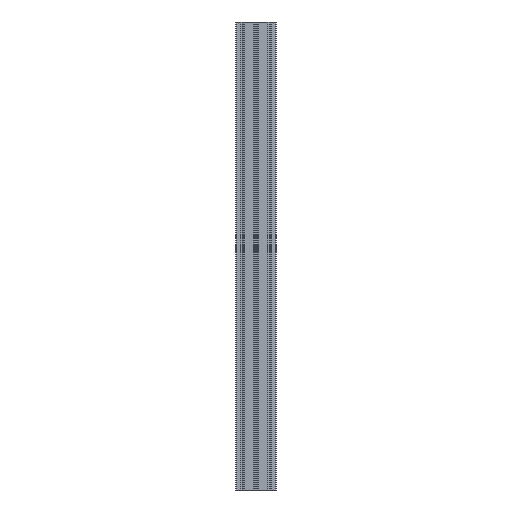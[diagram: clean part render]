
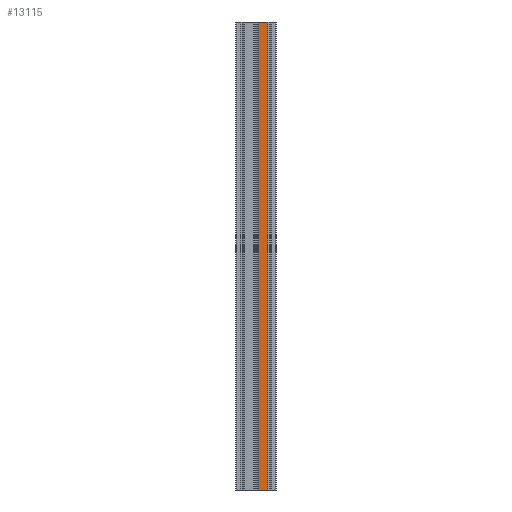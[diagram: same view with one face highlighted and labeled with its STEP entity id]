
A CAD part, left-side view. The second image highlights one B-rep face of the part: STEP entity #13115.
In plain terms, the highlighted planar face has unit normal (-1, 0, 0).
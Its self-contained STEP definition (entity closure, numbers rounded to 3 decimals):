
#42 = PLANE('',#43);
#43 = AXIS2_PLACEMENT_3D('',#44,#45,#46);
#44 = CARTESIAN_POINT('',(-3.5,19.346,-690.));
#45 = DIRECTION('',(0.,0.,1.));
#46 = DIRECTION('',(1.,0.,-0.));
#3207 = VERTEX_POINT('',#3208);
#3208 = CARTESIAN_POINT('',(-10.,-17.,-690.));
#3222 = PLANE('',#3223);
#3223 = AXIS2_PLACEMENT_3D('',#3224,#3225,#3226);
#3224 = CARTESIAN_POINT('',(-10.,-17.,-690.));
#3225 = DIRECTION('',(0.,-1.,0.));
#3226 = DIRECTION('',(0.,0.,-1.));
#3234 = EDGE_CURVE('',#3235,#3207,#3237,.T.);
#3235 = VERTEX_POINT('',#3236);
#3236 = CARTESIAN_POINT('',(-10.,-3.,-690.));
#3237 = SURFACE_CURVE('',#3238,(#3242,#3249),.PCURVE_S1.);
#3238 = LINE('',#3239,#3240);
#3239 = CARTESIAN_POINT('',(-10.,-3.,-690.));
#3240 = VECTOR('',#3241,1.);
#3241 = DIRECTION('',(0.,-1.,0.));
#3242 = PCURVE('',#42,#3243);
#3243 = DEFINITIONAL_REPRESENTATION('',(#3244),#3248);
#3244 = LINE('',#3245,#3246);
#3245 = CARTESIAN_POINT('',(-6.5,-22.346));
#3246 = VECTOR('',#3247,1.);
#3247 = DIRECTION('',(0.,-1.));
#3248 = ( GEOMETRIC_REPRESENTATION_CONTEXT(2) 
PARAMETRIC_REPRESENTATION_CONTEXT() REPRESENTATION_CONTEXT('2D SPACE',''
  ) );
#3249 = PCURVE('',#3250,#3255);
#3250 = PLANE('',#3251);
#3251 = AXIS2_PLACEMENT_3D('',#3252,#3253,#3254);
#3252 = CARTESIAN_POINT('',(-10.,-3.,-690.));
#3253 = DIRECTION('',(-1.,0.,0.));
#3254 = DIRECTION('',(0.,0.,1.));
#3255 = DEFINITIONAL_REPRESENTATION('',(#3256),#3260);
#3256 = LINE('',#3257,#3258);
#3257 = CARTESIAN_POINT('',(0.,0.));
#3258 = VECTOR('',#3259,1.);
#3259 = DIRECTION('',(0.,-1.));
#3260 = ( GEOMETRIC_REPRESENTATION_CONTEXT(2) 
PARAMETRIC_REPRESENTATION_CONTEXT() REPRESENTATION_CONTEXT('2D SPACE',''
  ) );
#3278 = PLANE('',#3279);
#3279 = AXIS2_PLACEMENT_3D('',#3280,#3281,#3282);
#3280 = CARTESIAN_POINT('',(-8.,-3.,-690.));
#3281 = DIRECTION('',(0.,1.,-0.));
#3282 = DIRECTION('',(0.,0.,1.));
#4977 = PLANE('',#4978);
#4978 = AXIS2_PLACEMENT_3D('',#4979,#4980,#4981);
#4979 = CARTESIAN_POINT('',(-3.5,19.346,0.));
#4980 = DIRECTION('',(0.,0.,1.));
#4981 = DIRECTION('',(1.,0.,-0.));
#6017 = VERTEX_POINT('',#6018);
#6018 = CARTESIAN_POINT('',(-10.,-3.,0.));
#6039 = EDGE_CURVE('',#6017,#6040,#6042,.T.);
#6040 = VERTEX_POINT('',#6041);
#6041 = CARTESIAN_POINT('',(-10.,-17.,0.));
#6042 = SURFACE_CURVE('',#6043,(#6047,#6054),.PCURVE_S1.);
#6043 = LINE('',#6044,#6045);
#6044 = CARTESIAN_POINT('',(-10.,-3.,0.));
#6045 = VECTOR('',#6046,1.);
#6046 = DIRECTION('',(0.,-1.,0.));
#6047 = PCURVE('',#4977,#6048);
#6048 = DEFINITIONAL_REPRESENTATION('',(#6049),#6053);
#6049 = LINE('',#6050,#6051);
#6050 = CARTESIAN_POINT('',(-6.5,-22.346));
#6051 = VECTOR('',#6052,1.);
#6052 = DIRECTION('',(0.,-1.));
#6053 = ( GEOMETRIC_REPRESENTATION_CONTEXT(2) 
PARAMETRIC_REPRESENTATION_CONTEXT() REPRESENTATION_CONTEXT('2D SPACE',''
  ) );
#6054 = PCURVE('',#3250,#6055);
#6055 = DEFINITIONAL_REPRESENTATION('',(#6056),#6060);
#6056 = LINE('',#6057,#6058);
#6057 = CARTESIAN_POINT('',(690.,0.));
#6058 = VECTOR('',#6059,1.);
#6059 = DIRECTION('',(0.,-1.));
#6060 = ( GEOMETRIC_REPRESENTATION_CONTEXT(2) 
PARAMETRIC_REPRESENTATION_CONTEXT() REPRESENTATION_CONTEXT('2D SPACE',''
  ) );
#13093 = EDGE_CURVE('',#3207,#6040,#13094,.T.);
#13094 = SURFACE_CURVE('',#13095,(#13099,#13106),.PCURVE_S1.);
#13095 = LINE('',#13096,#13097);
#13096 = CARTESIAN_POINT('',(-10.,-17.,-690.));
#13097 = VECTOR('',#13098,1.);
#13098 = DIRECTION('',(0.,0.,1.));
#13099 = PCURVE('',#3222,#13100);
#13100 = DEFINITIONAL_REPRESENTATION('',(#13101),#13105);
#13101 = LINE('',#13102,#13103);
#13102 = CARTESIAN_POINT('',(0.,0.));
#13103 = VECTOR('',#13104,1.);
#13104 = DIRECTION('',(-1.,0.));
#13105 = ( GEOMETRIC_REPRESENTATION_CONTEXT(2) 
PARAMETRIC_REPRESENTATION_CONTEXT() REPRESENTATION_CONTEXT('2D SPACE',''
  ) );
#13106 = PCURVE('',#3250,#13107);
#13107 = DEFINITIONAL_REPRESENTATION('',(#13108),#13112);
#13108 = LINE('',#13109,#13110);
#13109 = CARTESIAN_POINT('',(0.,-14.));
#13110 = VECTOR('',#13111,1.);
#13111 = DIRECTION('',(1.,0.));
#13112 = ( GEOMETRIC_REPRESENTATION_CONTEXT(2) 
PARAMETRIC_REPRESENTATION_CONTEXT() REPRESENTATION_CONTEXT('2D SPACE',''
  ) );
#13115 = ADVANCED_FACE('',(#13116),#3250,.T.);
#13116 = FACE_BOUND('',#13117,.T.);
#13117 = EDGE_LOOP('',(#13118,#13119,#13140,#13141));
#13118 = ORIENTED_EDGE('',*,*,#6039,.F.);
#13119 = ORIENTED_EDGE('',*,*,#13120,.F.);
#13120 = EDGE_CURVE('',#3235,#6017,#13121,.T.);
#13121 = SURFACE_CURVE('',#13122,(#13126,#13133),.PCURVE_S1.);
#13122 = LINE('',#13123,#13124);
#13123 = CARTESIAN_POINT('',(-10.,-3.,-690.));
#13124 = VECTOR('',#13125,1.);
#13125 = DIRECTION('',(0.,0.,1.));
#13126 = PCURVE('',#3250,#13127);
#13127 = DEFINITIONAL_REPRESENTATION('',(#13128),#13132);
#13128 = LINE('',#13129,#13130);
#13129 = CARTESIAN_POINT('',(0.,0.));
#13130 = VECTOR('',#13131,1.);
#13131 = DIRECTION('',(1.,0.));
#13132 = ( GEOMETRIC_REPRESENTATION_CONTEXT(2) 
PARAMETRIC_REPRESENTATION_CONTEXT() REPRESENTATION_CONTEXT('2D SPACE',''
  ) );
#13133 = PCURVE('',#3278,#13134);
#13134 = DEFINITIONAL_REPRESENTATION('',(#13135),#13139);
#13135 = LINE('',#13136,#13137);
#13136 = CARTESIAN_POINT('',(0.,-2.));
#13137 = VECTOR('',#13138,1.);
#13138 = DIRECTION('',(1.,0.));
#13139 = ( GEOMETRIC_REPRESENTATION_CONTEXT(2) 
PARAMETRIC_REPRESENTATION_CONTEXT() REPRESENTATION_CONTEXT('2D SPACE',''
  ) );
#13140 = ORIENTED_EDGE('',*,*,#3234,.T.);
#13141 = ORIENTED_EDGE('',*,*,#13093,.T.);
